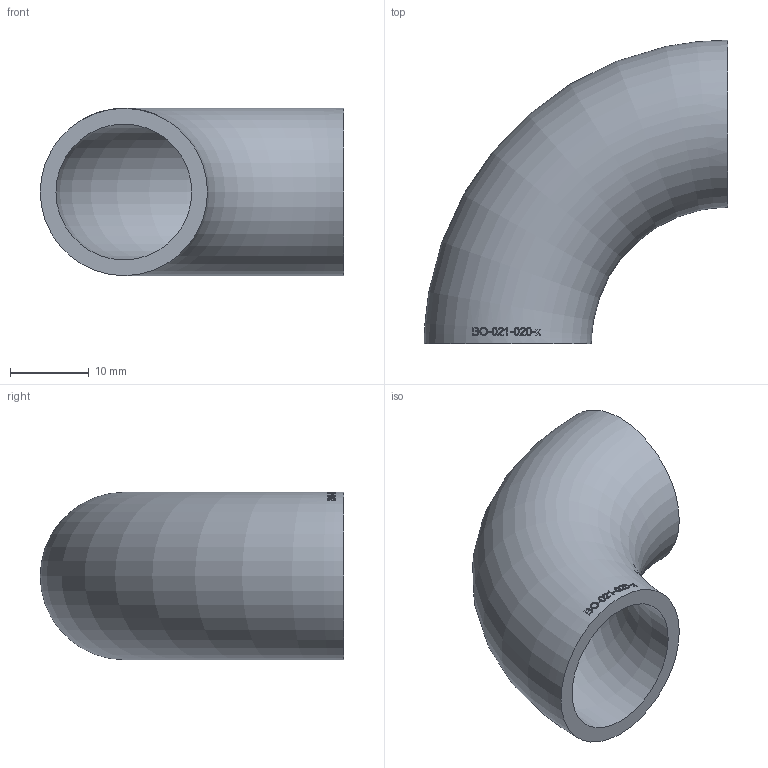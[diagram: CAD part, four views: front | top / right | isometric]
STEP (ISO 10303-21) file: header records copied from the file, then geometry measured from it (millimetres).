
FILE_DESCRIPTION (( 'STEP AP214' ), '1' );
FILE_NAME ('BO-021-020-x Bogen 1911.STEP', '2019-11-07T07:45:42', ( '' ), ( '' ), 'SwSTEP 2.0', 'SolidWorks 2016', '' );
FILE_SCHEMA (( 'AUTOMOTIVE_DESIGN' ));
Length unit declared in the file: millimetre
Products named in the file (1): BO-021-020-x Bogen 1911
Bounding box: 38.65 x 38.65 x 21.3 mm (x, y, z)
Volume: 5333.4 mm3; surface area: 5577.7 mm2
Topology: 1 solids, 1 shells, 126 faces, 319 edges, 213 vertices
Faces by surface type: bspline 59, plane 47, torus 20
Entity records: 7828 total; most frequent: CARTESIAN_POINT 4066, ORIENTED_EDGE 632, EDGE_CURVE 316, DIRECTION 248, VERTEX_POINT 212, B_SPLINE_CURVE_WITH_KNOTS 208, EDGE_LOOP 148, FACE_OUTER_BOUND 128
